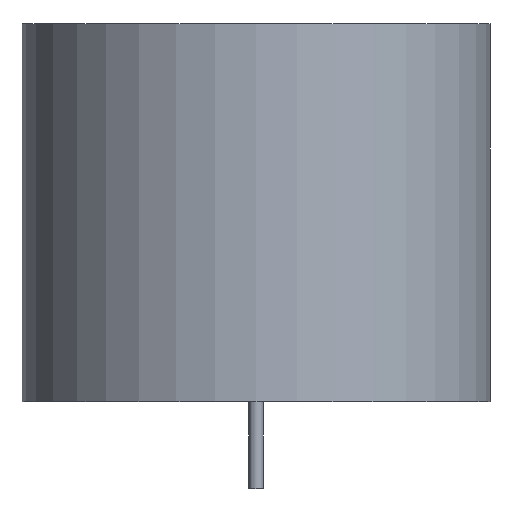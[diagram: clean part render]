
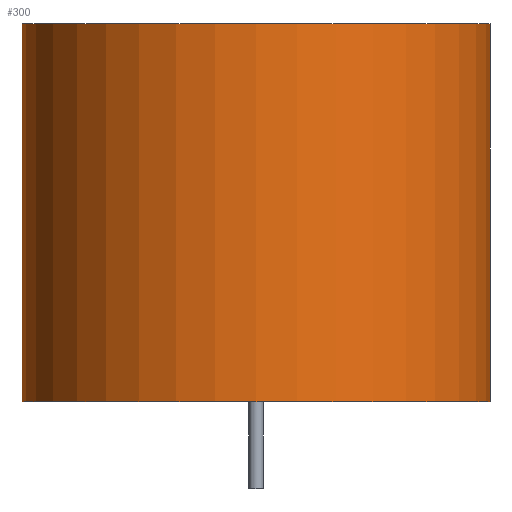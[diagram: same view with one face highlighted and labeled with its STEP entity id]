
A CAD part, left-side view. The second image highlights one B-rep face of the part: STEP entity #300.
In plain terms, the highlighted cylindrical face has radius 13.399 mm (diameter 26.797 mm), a full revolution.
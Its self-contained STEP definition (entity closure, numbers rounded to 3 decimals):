
#300=ADVANCED_FACE($,(#306,#305),#323,.T.);
#305=FACE_BOUND($,#310,.T.);
#306=FACE_OUTER_BOUND($,#309,.T.);
#309=EDGE_LOOP($,(#319));
#310=EDGE_LOOP($,(#320));
#313=CIRCLE($,#326,13.399);
#314=CIRCLE($,#327,13.399);
#315=VERTEX_POINT('',#344);
#316=VERTEX_POINT('',#346);
#317=EDGE_CURVE($,#315,#315,#313,.T.);
#318=EDGE_CURVE($,#316,#316,#314,.T.);
#319=ORIENTED_EDGE($,*,*,#317,.F.);
#320=ORIENTED_EDGE($,*,*,#318,.F.);
#323=CYLINDRICAL_SURFACE($,#325,13.399);
#325=AXIS2_PLACEMENT_3D($,#343,#332,#333);
#326=AXIS2_PLACEMENT_3D($,#345,#334,#335);
#327=AXIS2_PLACEMENT_3D($,#347,#336,#337);
#332=DIRECTION('',(0.,0.,1.));
#333=DIRECTION('',(1.,0.,0.));
#334=DIRECTION('',(0.,0.,1.));
#335=DIRECTION('',(1.,0.,0.));
#336=DIRECTION('',(0.,0.,-1.));
#337=DIRECTION('',(1.,0.,0.));
#343=CARTESIAN_POINT('',(7.5,0.0,0.0));
#344=CARTESIAN_POINT('',(-5.898,0.0,21.641));
#345=CARTESIAN_POINT('',(7.5,0.0,21.641));
#346=CARTESIAN_POINT('',(-5.898,0.0,0.0));
#347=CARTESIAN_POINT('',(7.5,0.0,0.0));
